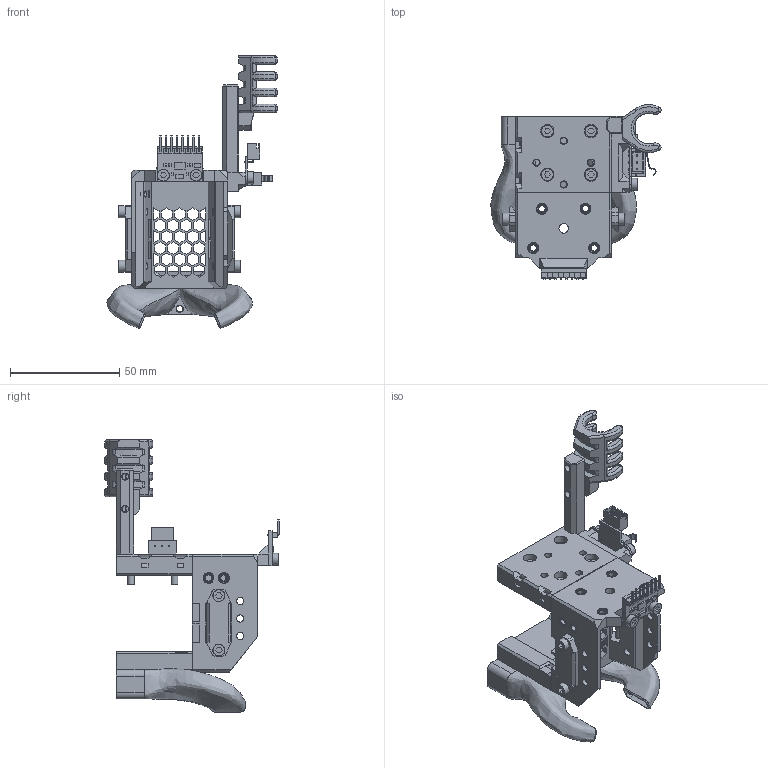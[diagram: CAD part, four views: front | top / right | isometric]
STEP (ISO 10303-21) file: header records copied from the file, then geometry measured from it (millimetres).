
FILE_DESCRIPTION(/* description */ (''),/* implementation_level */ '2;1');
FILE_NAME(/* name */ 'Core.Insert.CoreXY.step',/* time_stamp */ '2023-01-19T08:57:00-06:00',/* author */ (''),/* organization */ (''),/* preprocessor_version */ 'ST-DEVELOPER v19.2',/* originating_system */ 'Autodesk Translation Framework v11.17.0.187',/* authorisation */ '');
FILE_SCHEMA (('AUTOMOTIVE_DESIGN { 1 0 10303 214 3 1 1 }'));
Products named in the file (14): Core.Insert.CoreXY V2; Top Endstop FI <1>; Endstop Module - Horizontal Limit Switch v1; top_endstop_mgn12h_alt; Front Universal FI <1>; front_universal_fi; adxl; belt_grabber; Cable Guide FI <1>; cable_guide; PN501; Bottom Horns; bottom_horns_fi; PN596
Assembly tree (47 placements, depth 3):
  Core.Insert.CoreXY V2
    Top Endstop FI <1>
      PN501  x6
      Endstop Module - Horizontal Limit Switch v1
      top_endstop_mgn12h_alt
      PN596  x6
    Front Universal FI <1>
      PN501  x6
      front_universal_fi
      adxl
      PN596  x14
      belt_grabber  x2
    Cable Guide FI <1>
      cable_guide
      PN501  x2
    Bottom Horns
      bottom_horns_fi
      PN596
Bounding box: 78 x 80.05 x 125 mm (x, y, z)
Volume: 65376.1 mm3; surface area: 55282.7 mm2
Topology: 43 solids, 43 shells, 4065 faces, 11129 edges, 7356 vertices
Faces by surface type: bspline 1674, plane 1371, cylinder 860, torus 83, cone 77
Full cylindrical faces by diameter (mm): 1.25 x8, 1.7 x8, 2.9 x21, 3 x18, 3.1 x2, 3.2 x2, 3.3 x41, 4.2 x21, 4.25 x21, 4.35 x1, 4.6 x21, 4.7 x21, 5.5 x14, 5.6 x1, 6 x4, 6.4 x4
Entity records: 64255 total; most frequent: CARTESIAN_POINT 26735, ORIENTED_EDGE 7824, DIRECTION 7097, EDGE_CURVE 3912, LINE 2837, VECTOR 2837, VERTEX_POINT 2570, AXIS2_PLACEMENT_3D 2130
